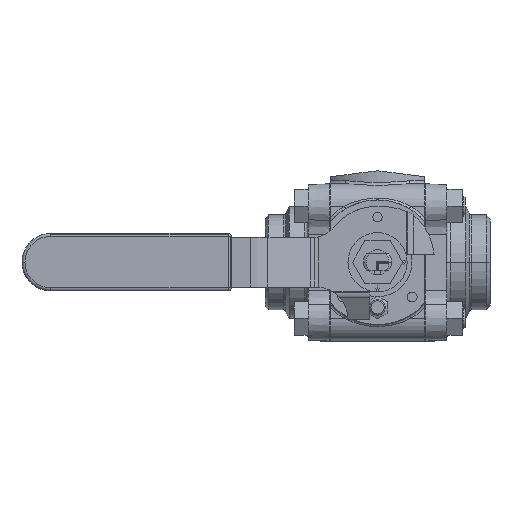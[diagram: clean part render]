
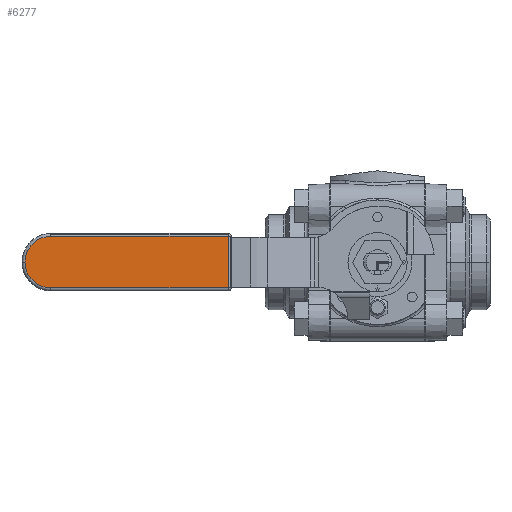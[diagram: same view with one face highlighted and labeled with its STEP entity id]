
A CAD part, top view. The second image highlights one B-rep face of the part: STEP entity #6277.
In plain terms, the highlighted planar face has unit normal (0, 0, 1).
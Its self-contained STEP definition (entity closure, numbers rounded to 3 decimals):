
#5481=CARTESIAN_POINT('',(-51.735,0.,7.882));
#5482=VERTEX_POINT('',#5481);
#5492=CARTESIAN_POINT('',(-38.612,13.123,7.882));
#5493=VERTEX_POINT('',#5492);
#5494=CARTESIAN_POINT('',(-38.612,0.0,7.882));
#5495=DIRECTION('',(0.0,0.0,-1.0));
#5496=DIRECTION('',(-1.0,0.0,0.0));
#5497=AXIS2_PLACEMENT_3D('',#5494,#5495,#5496);
#5498=CIRCLE('',#5497,13.123);
#5499=EDGE_CURVE('',#5482,#5493,#5498,.T.);
#5565=CARTESIAN_POINT('',(51.735,13.123,7.882));
#5566=VERTEX_POINT('',#5565);
#5567=CARTESIAN_POINT('',(-38.612,13.123,7.882));
#5568=DIRECTION('',(1.0,0.0,0.0));
#5569=VECTOR('',#5568,90.347);
#5570=LINE('',#5567,#5569);
#5571=EDGE_CURVE('',#5493,#5566,#5570,.T.);
#5623=CARTESIAN_POINT('',(-38.612,-13.123,7.882));
#5624=VERTEX_POINT('',#5623);
#5632=CARTESIAN_POINT('',(-38.612,0.0,7.882));
#5633=DIRECTION('',(0.0,0.0,-1.0));
#5634=DIRECTION('',(-1.0,0.0,0.0));
#5635=AXIS2_PLACEMENT_3D('',#5632,#5633,#5634);
#5636=CIRCLE('',#5635,13.123);
#5637=EDGE_CURVE('',#5624,#5482,#5636,.T.);
#5648=CARTESIAN_POINT('',(51.735,-13.123,7.882));
#5649=VERTEX_POINT('',#5648);
#5657=CARTESIAN_POINT('',(51.735,-13.123,7.882));
#5658=DIRECTION('',(-1.0,0.0,0.0));
#5659=VECTOR('',#5658,90.347);
#5660=LINE('',#5657,#5659);
#5661=EDGE_CURVE('',#5649,#5624,#5660,.T.);
#6209=CARTESIAN_POINT('',(51.735,13.123,7.882));
#6210=DIRECTION('',(0.0,-1.0,0.0));
#6211=VECTOR('',#6210,26.245);
#6212=LINE('',#6209,#6211);
#6213=EDGE_CURVE('',#5566,#5649,#6212,.T.);
#6265=CARTESIAN_POINT('',(53.235,0.0,7.882));
#6266=DIRECTION('',(0.0,0.0,1.0));
#6267=DIRECTION('',(1.0,0.0,0.0));
#6268=AXIS2_PLACEMENT_3D('',#6265,#6266,#6267);
#6269=PLANE('',#6268);
#6270=ORIENTED_EDGE('',*,*,#5661,.F.);
#6271=ORIENTED_EDGE('',*,*,#6213,.F.);
#6272=ORIENTED_EDGE('',*,*,#5571,.F.);
#6273=ORIENTED_EDGE('',*,*,#5499,.F.);
#6274=ORIENTED_EDGE('',*,*,#5637,.F.);
#6275=EDGE_LOOP('',(#6270,#6271,#6272,#6273,#6274));
#6276=FACE_OUTER_BOUND('',#6275,.T.);
#6277=ADVANCED_FACE('',(#6276),#6269,.T.);
